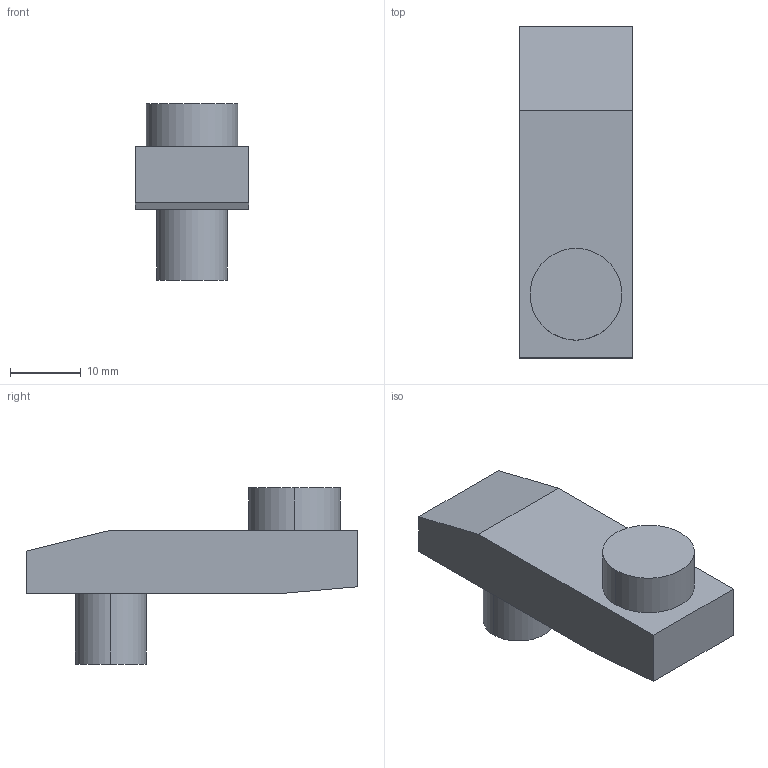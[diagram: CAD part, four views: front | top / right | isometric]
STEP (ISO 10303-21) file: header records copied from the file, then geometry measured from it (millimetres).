
FILE_DESCRIPTION (( 'STEP AP214' ), '1' );
FILE_NAME ('Part7_MagneticGripper2.STEP', '2020-11-09T21:28:44', ( '' ), ( '' ), 'SwSTEP 2.0', 'SolidWorks 2018', '' );
FILE_SCHEMA (( 'AUTOMOTIVE_DESIGN' ));
Length unit declared in the file: millimetre
Products named in the file (1): Part7_MagneticGripper2
Bounding box: 16 x 47 x 24.95 mm (x, y, z)
Volume: 7947.9 mm3; surface area: 3089.4 mm2
Topology: 1 solids, 1 shells, 14 faces, 30 edges, 20 vertices
Faces by surface type: plane 10, cylinder 4
Entity records: 482 total; most frequent: DIRECTION 68, CARTESIAN_POINT 65, ORIENTED_EDGE 60, EDGE_CURVE 30, AXIS2_PLACEMENT_3D 23, LINE 22, VECTOR 22, VERTEX_POINT 20
